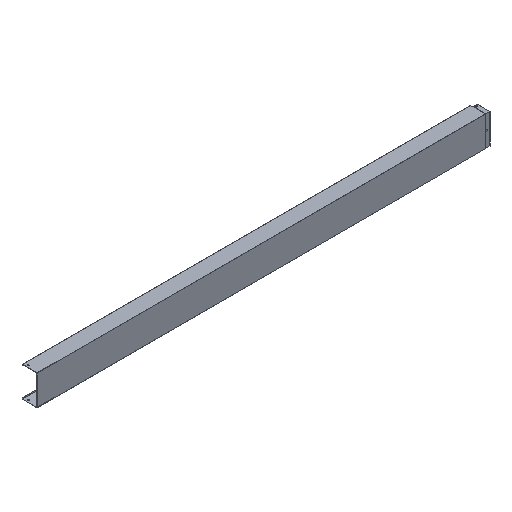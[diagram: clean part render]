
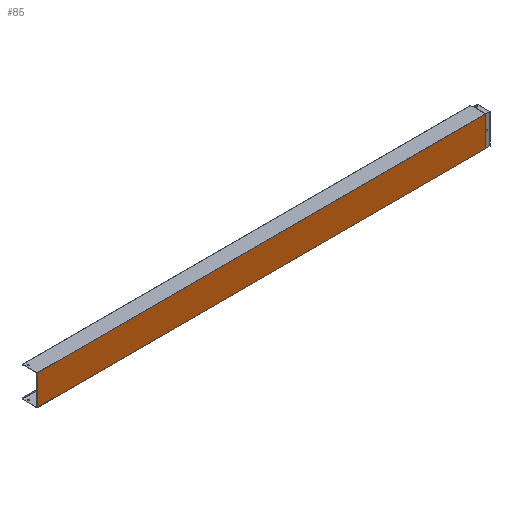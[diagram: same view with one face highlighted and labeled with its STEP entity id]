
A CAD part, isometric view. The second image highlights one B-rep face of the part: STEP entity #85.
In plain terms, the highlighted planar face has unit normal (0, -1, 0).
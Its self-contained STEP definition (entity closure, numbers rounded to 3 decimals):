
#18 = LINE ( 'NONE', #794, #569 ) ;
#29 = AXIS2_PLACEMENT_3D ( 'NONE', #701, #1213, #1585 ) ;
#33 = ORIENTED_EDGE ( 'NONE', *, *, #1055, .T. ) ;
#49 = CARTESIAN_POINT ( 'NONE',  ( 2.4, 0., -100. ) ) ;
#75 = DIRECTION ( 'NONE',  ( -1., 0., 0. ) ) ;
#85 = ADVANCED_FACE ( 'NONE', ( #1555 ), #1037, .T. ) ;
#92 = CARTESIAN_POINT ( 'NONE',  ( -2970., 0., 100. ) ) ;
#156 = DIRECTION ( 'NONE',  ( -1., 0., 0. ) ) ;
#369 = LINE ( 'NONE', #1662, #570 ) ;
#375 = LINE ( 'NONE', #812, #1339 ) ;
#413 = VECTOR ( 'NONE', #747, 1000. ) ;
#569 = VECTOR ( 'NONE', #156, 1000. ) ;
#570 = VECTOR ( 'NONE', #75, 1000. ) ;
#621 = CARTESIAN_POINT ( 'NONE',  ( -2970., 0., 100. ) ) ;
#649 = VERTEX_POINT ( 'NONE', #49 ) ;
#654 = EDGE_LOOP ( 'NONE', ( #1741, #1051, #903, #33 ) ) ;
#701 = CARTESIAN_POINT ( 'NONE',  ( -2970., 0., 100. ) ) ;
#747 = DIRECTION ( 'NONE',  ( 0., 0., -1. ) ) ;
#794 = CARTESIAN_POINT ( 'NONE',  ( 200.002, 0., 100. ) ) ;
#812 = CARTESIAN_POINT ( 'NONE',  ( 2.4, 0., -100. ) ) ;
#818 = DIRECTION ( 'NONE',  ( 0., 0., 1. ) ) ;
#836 = LINE ( 'NONE', #621, #413 ) ;
#886 = EDGE_CURVE ( 'NONE', #1690, #1640, #18, .T. ) ;
#903 = ORIENTED_EDGE ( 'NONE', *, *, #886, .T. ) ;
#1037 = PLANE ( 'NONE',  #29 ) ;
#1041 = VERTEX_POINT ( 'NONE', #1654 ) ;
#1051 = ORIENTED_EDGE ( 'NONE', *, *, #1351, .T. ) ;
#1055 = EDGE_CURVE ( 'NONE', #1640, #1041, #836, .T. ) ;
#1084 = EDGE_CURVE ( 'NONE', #649, #1041, #369, .T. ) ;
#1164 = CARTESIAN_POINT ( 'NONE',  ( 2.4, 0., 100. ) ) ;
#1213 = DIRECTION ( 'NONE',  ( 0., -1., 0. ) ) ;
#1339 = VECTOR ( 'NONE', #818, 1000. ) ;
#1351 = EDGE_CURVE ( 'NONE', #649, #1690, #375, .T. ) ;
#1555 = FACE_OUTER_BOUND ( 'NONE', #654, .T. ) ;
#1585 = DIRECTION ( 'NONE',  ( 0., 0., -1. ) ) ;
#1640 = VERTEX_POINT ( 'NONE', #92 ) ;
#1654 = CARTESIAN_POINT ( 'NONE',  ( -2970., 0., -100. ) ) ;
#1662 = CARTESIAN_POINT ( 'NONE',  ( 200.002, 0., -100. ) ) ;
#1690 = VERTEX_POINT ( 'NONE', #1164 ) ;
#1741 = ORIENTED_EDGE ( 'NONE', *, *, #1084, .F. ) ;
